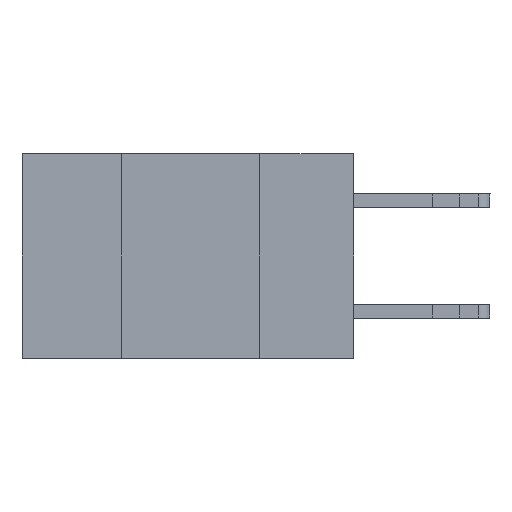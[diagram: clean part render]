
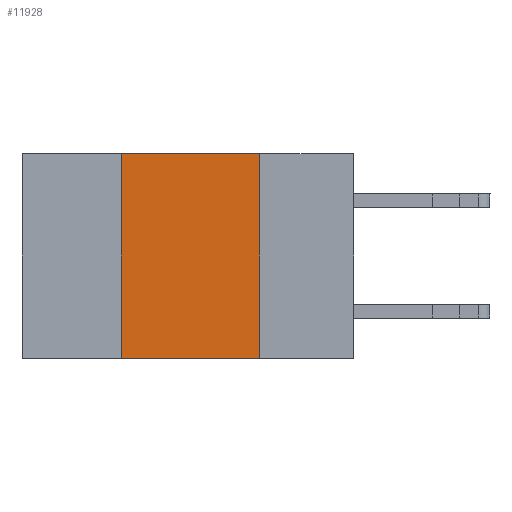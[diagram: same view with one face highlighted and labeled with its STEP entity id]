
A CAD part, left-side view. The second image highlights one B-rep face of the part: STEP entity #11928.
In plain terms, the highlighted planar face has unit normal (-1, 0, 0).
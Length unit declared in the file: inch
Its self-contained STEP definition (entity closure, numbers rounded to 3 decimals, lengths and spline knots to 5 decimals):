
#2577 = DIRECTION ( 'NONE',  ( 0., 0., -1. ) ) ;
#2658 = VECTOR ( 'NONE', #4509, 39.37008 ) ;
#3963 = EDGE_CURVE ( 'NONE', #18885, #13369, #20517, .T. ) ;
#4509 = DIRECTION ( 'NONE',  ( 0., -1., 0. ) ) ;
#4877 = EDGE_CURVE ( 'NONE', #19589, #18885, #15360, .T. ) ;
#5578 = DIRECTION ( 'NONE',  ( 0., 0., 1. ) ) ;
#5842 = DIRECTION ( 'NONE',  ( 0., 0., -1. ) ) ;
#6226 = EDGE_CURVE ( 'NONE', #19589, #8475, #11714, .T. ) ;
#7054 = CARTESIAN_POINT ( 'NONE',  ( 0., 0.17, 0. ) ) ;
#7801 = CARTESIAN_POINT ( 'NONE',  ( 0., 0.6, 0. ) ) ;
#8067 = PLANE ( 'NONE',  #18681 ) ;
#8216 = CARTESIAN_POINT ( 'NONE',  ( 0., 0.42, 0. ) ) ;
#8475 = VERTEX_POINT ( 'NONE', #23514 ) ;
#8552 = EDGE_CURVE ( 'NONE', #13369, #8475, #12503, .T. ) ;
#9565 = EDGE_LOOP ( 'NONE', ( #23425, #12029, #18783, #14709 ) ) ;
#10024 = DIRECTION ( 'NONE',  ( 1., 0., 0. ) ) ;
#11461 = CARTESIAN_POINT ( 'NONE',  ( 0., 0.42, 0. ) ) ;
#11714 = LINE ( 'NONE', #25422, #17697 ) ;
#11928 = ADVANCED_FACE ( 'NONE', ( #25549 ), #8067, .F. ) ;
#12029 = ORIENTED_EDGE ( 'NONE', *, *, #3963, .F. ) ;
#12370 = CARTESIAN_POINT ( 'NONE',  ( 0., 0.17, 0. ) ) ;
#12503 = LINE ( 'NONE', #12370, #12829 ) ;
#12829 = VECTOR ( 'NONE', #2577, 39.37008 ) ;
#13369 = VERTEX_POINT ( 'NONE', #7054 ) ;
#14709 = ORIENTED_EDGE ( 'NONE', *, *, #6226, .T. ) ;
#15360 = LINE ( 'NONE', #11461, #22789 ) ;
#15737 = DIRECTION ( 'NONE',  ( 0., -1., 0. ) ) ;
#17697 = VECTOR ( 'NONE', #15737, 39.37008 ) ;
#18681 = AXIS2_PLACEMENT_3D ( 'NONE', #7801, #10024, #5842 ) ;
#18783 = ORIENTED_EDGE ( 'NONE', *, *, #4877, .F. ) ;
#18885 = VERTEX_POINT ( 'NONE', #8216 ) ;
#19589 = VERTEX_POINT ( 'NONE', #21169 ) ;
#20517 = LINE ( 'NONE', #24640, #2658 ) ;
#21169 = CARTESIAN_POINT ( 'NONE',  ( 0., 0.42, -0.37 ) ) ;
#22789 = VECTOR ( 'NONE', #5578, 39.37008 ) ;
#23425 = ORIENTED_EDGE ( 'NONE', *, *, #8552, .F. ) ;
#23514 = CARTESIAN_POINT ( 'NONE',  ( 0., 0.17, -0.37 ) ) ;
#24640 = CARTESIAN_POINT ( 'NONE',  ( 0., 0.6, 0. ) ) ;
#25422 = CARTESIAN_POINT ( 'NONE',  ( 0., 0.6, -0.37 ) ) ;
#25549 = FACE_OUTER_BOUND ( 'NONE', #9565, .T. ) ;
